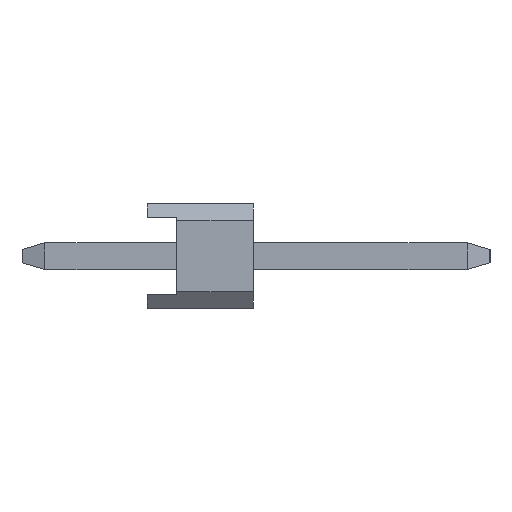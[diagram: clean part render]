
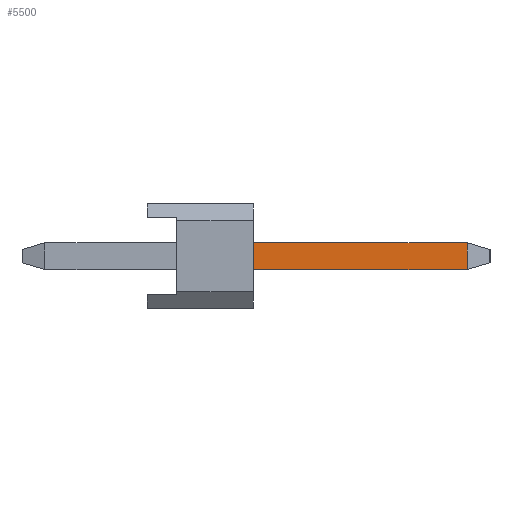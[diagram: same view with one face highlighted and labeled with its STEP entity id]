
A CAD part, left-side view. The second image highlights one B-rep face of the part: STEP entity #5500.
In plain terms, the highlighted planar face has unit normal (-1, 0, 0).
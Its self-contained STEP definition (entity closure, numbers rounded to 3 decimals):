
#2208=VERTEX_POINT('',#6522);
#3230=EDGE_CURVE('',#5100,#2208,#7642,.T.);
#3704=VERTEX_POINT('',#8158);
#4014=EDGE_CURVE('',#2208,#3704,#8495,.T.);
#4698=EDGE_CURVE('',#3704,#4738,#9246,.T.);
#4738=VERTEX_POINT('',#9289);
#5100=VERTEX_POINT('',#9690);
#5500=ADVANCED_FACE('',(#10128),#10129,.T.);
#5674=EDGE_CURVE('',#4738,#5100,#10318,.T.);
#6522=CARTESIAN_POINT('',(-16.83,-7.654,0.32));
#7642=LINE('',#12894,#12895);
#8158=CARTESIAN_POINT('',(-16.83,-7.654,-0.32));
#8495=LINE('',#14153,#14154);
#9246=LINE('',#15234,#15235);
#9289=CARTESIAN_POINT('',(-16.83,-2.54,-0.32));
#9690=CARTESIAN_POINT('',(-16.83,-2.54,0.32));
#10128=FACE_OUTER_BOUND('',#16499,.T.);
#10129=PLANE('',#16500);
#10318=LINE('',#16772,#16773);
#12894=CARTESIAN_POINT('',(-16.83,-2.6,0.32));
#12895=VECTOR('',#19188,1.0);
#14153=CARTESIAN_POINT('',(-16.83,-7.654,0.5));
#14154=VECTOR('',#19957,1.0);
#15234=CARTESIAN_POINT('',(-16.83,2.454,-0.32));
#15235=VECTOR('',#20674,1.0);
#16499=EDGE_LOOP('',(#21523,#21524,#21525,#21526));
#16500=AXIS2_PLACEMENT_3D('',#21527,#21528,#21529);
#16772=CARTESIAN_POINT('',(-16.83,-2.54,0.252));
#16773=VECTOR('',#21697,1.0);
#19188=DIRECTION('',(0.,-1.0,0.));
#19957=DIRECTION('',(0.0,0.,-1.0));
#20674=DIRECTION('',(0.,1.0,0.));
#21523=ORIENTED_EDGE('',*,*,#5674,.F.);
#21524=ORIENTED_EDGE('',*,*,#4698,.F.);
#21525=ORIENTED_EDGE('',*,*,#4014,.F.);
#21526=ORIENTED_EDGE('',*,*,#3230,.F.);
#21527=CARTESIAN_POINT('',(-16.83,2.454,0.5));
#21528=DIRECTION('',(-1.0,0.,0.));
#21529=DIRECTION('',(0.,1.0,0.));
#21697=DIRECTION('',(0.,0.,1.0));
